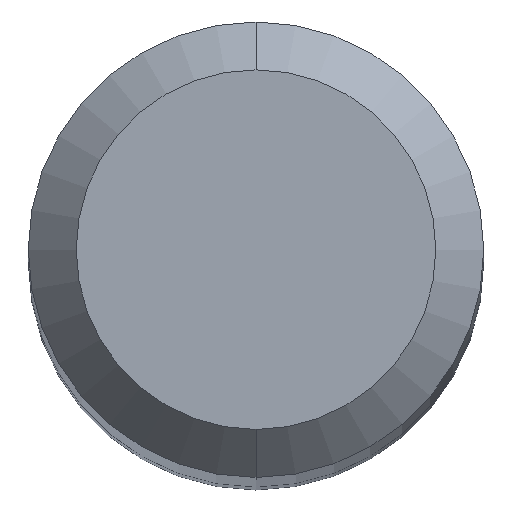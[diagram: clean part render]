
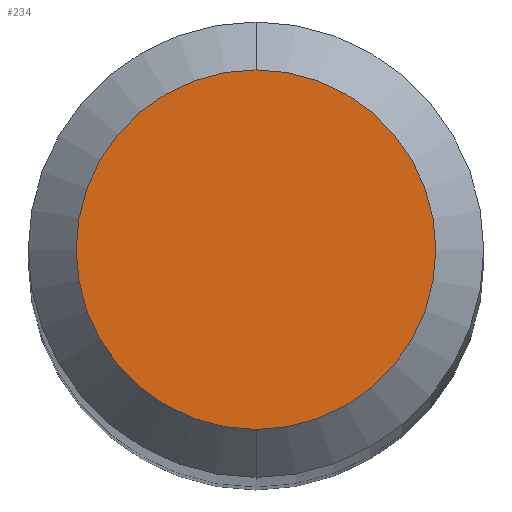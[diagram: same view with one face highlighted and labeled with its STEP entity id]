
A CAD part, top view. The second image highlights one B-rep face of the part: STEP entity #234.
In plain terms, the highlighted planar face has unit normal (0, 0, 1).
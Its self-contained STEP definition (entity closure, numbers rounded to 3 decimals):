
#5 = DIRECTION ( 'NONE',  ( 0., 0., -1. ) ) ;
#9 = DIRECTION ( 'NONE',  ( 0., 1., 0. ) ) ;
#19 = EDGE_LOOP ( 'NONE', ( #270, #65 ) ) ;
#28 = DIRECTION ( 'NONE',  ( 0., 0., -1. ) ) ;
#29 = AXIS2_PLACEMENT_3D ( 'NONE', #135, #236, #215 ) ;
#56 = CIRCLE ( 'NONE', #219, 1.125 ) ;
#65 = ORIENTED_EDGE ( 'NONE', *, *, #240, .F. ) ;
#75 = CARTESIAN_POINT ( 'NONE',  ( 0., 0., 46. ) ) ;
#83 = AXIS2_PLACEMENT_3D ( 'NONE', #161, #28, #199 ) ;
#100 = CARTESIAN_POINT ( 'NONE',  ( 0., 1.125, 46. ) ) ;
#104 = PLANE ( 'NONE',  #29 ) ;
#128 = FACE_OUTER_BOUND ( 'NONE', #19, .T. ) ;
#135 = CARTESIAN_POINT ( 'NONE',  ( 0., 0., 46. ) ) ;
#161 = CARTESIAN_POINT ( 'NONE',  ( 0., 0., 46. ) ) ;
#178 = EDGE_CURVE ( 'NONE', #198, #212, #287, .T. ) ;
#198 = VERTEX_POINT ( 'NONE', #100 ) ;
#199 = DIRECTION ( 'NONE',  ( 0., 1., 0. ) ) ;
#212 = VERTEX_POINT ( 'NONE', #280 ) ;
#215 = DIRECTION ( 'NONE',  ( 0., 1., 0. ) ) ;
#219 = AXIS2_PLACEMENT_3D ( 'NONE', #75, #5, #9 ) ;
#234 = ADVANCED_FACE ( 'NONE', ( #128 ), #104, .F. ) ;
#236 = DIRECTION ( 'NONE',  ( 0., 0., -1. ) ) ;
#240 = EDGE_CURVE ( 'NONE', #212, #198, #56, .T. ) ;
#270 = ORIENTED_EDGE ( 'NONE', *, *, #178, .F. ) ;
#280 = CARTESIAN_POINT ( 'NONE',  ( 0., -1.125, 46. ) ) ;
#287 = CIRCLE ( 'NONE', #83, 1.125 ) ;
